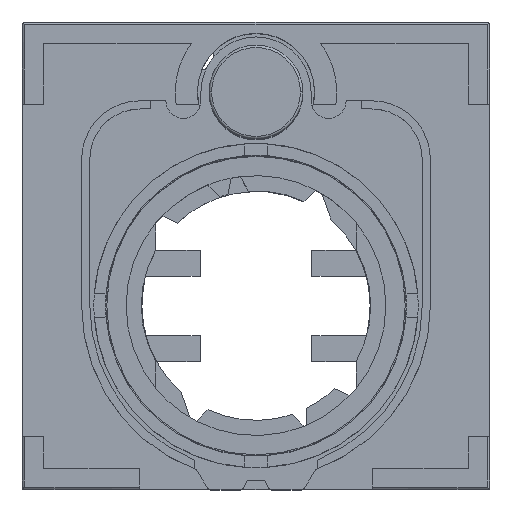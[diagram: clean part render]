
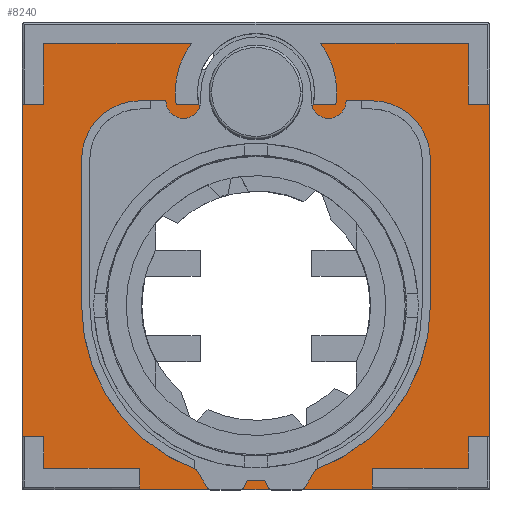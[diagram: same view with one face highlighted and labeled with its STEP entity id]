
A CAD part, top view. The second image highlights one B-rep face of the part: STEP entity #8240.
In plain terms, the highlighted planar face has unit normal (0, 0, 1).
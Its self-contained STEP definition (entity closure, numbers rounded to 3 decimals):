
#8240=ADVANCED_FACE('',(#21913),#21914,.T.);
#8732=VERTEX_POINT('',#22573);
#8738=VERTEX_POINT('',#22579);
#8740=EDGE_CURVE('',#8738,#8732,#22581,.T.);
#8750=VERTEX_POINT('',#22591);
#8758=VERTEX_POINT('',#22599);
#8762=EDGE_CURVE('',#8750,#8758,#22603,.T.);
#8866=VERTEX_POINT('',#22707);
#8870=VERTEX_POINT('',#22711);
#8872=EDGE_CURVE('',#8866,#8870,#22713,.T.);
#8898=VERTEX_POINT('',#22739);
#8902=VERTEX_POINT('',#22743);
#8904=EDGE_CURVE('',#8898,#8902,#22745,.T.);
#9024=VERTEX_POINT('',#22865);
#9030=EDGE_CURVE('',#8898,#9024,#22871,.T.);
#9034=VERTEX_POINT('',#22875);
#9036=EDGE_CURVE('',#9034,#8870,#22877,.T.);
#14428=EDGE_CURVE('',#9024,#9034,#28269,.T.);
#17742=VERTEX_POINT('',#31583);
#17746=VERTEX_POINT('',#31587);
#17748=EDGE_CURVE('',#17746,#17742,#31589,.T.);
#17796=VERTEX_POINT('',#31637);
#17800=VERTEX_POINT('',#31641);
#17802=EDGE_CURVE('',#17796,#17800,#31643,.T.);
#17808=VERTEX_POINT('',#31649);
#17812=EDGE_CURVE('',#17808,#17742,#31653,.T.);
#17878=VERTEX_POINT('',#31719);
#17882=VERTEX_POINT('',#31723);
#17884=EDGE_CURVE('',#17882,#17878,#31725,.T.);
#17888=EDGE_CURVE('',#8758,#8902,#31729,.T.);
#17890=EDGE_CURVE('',#8866,#8738,#31731,.T.);
#17892=VERTEX_POINT('',#31733);
#17894=EDGE_CURVE('',#17892,#8750,#31735,.T.);
#17898=VERTEX_POINT('',#31739);
#17900=EDGE_CURVE('',#8732,#17898,#31741,.T.);
#17902=VERTEX_POINT('',#31743);
#17904=EDGE_CURVE('',#17898,#17902,#31745,.T.);
#17906=VERTEX_POINT('',#31747);
#17908=EDGE_CURVE('',#17902,#17906,#31749,.T.);
#17910=EDGE_CURVE('',#17906,#17800,#31751,.T.);
#17912=VERTEX_POINT('',#31753);
#17914=EDGE_CURVE('',#17796,#17912,#31755,.T.);
#17916=VERTEX_POINT('',#31757);
#17918=EDGE_CURVE('',#17912,#17916,#31759,.T.);
#17920=EDGE_CURVE('',#17916,#17746,#31761,.T.);
#17922=VERTEX_POINT('',#31763);
#17924=EDGE_CURVE('',#17808,#17922,#31765,.T.);
#17926=VERTEX_POINT('',#31767);
#17928=EDGE_CURVE('',#17922,#17926,#31769,.T.);
#17930=EDGE_CURVE('',#17926,#17882,#31771,.T.);
#17932=VERTEX_POINT('',#31773);
#17934=EDGE_CURVE('',#17932,#17878,#31775,.T.);
#17936=VERTEX_POINT('',#31777);
#17938=EDGE_CURVE('',#17932,#17936,#31779,.T.);
#17940=VERTEX_POINT('',#31781);
#17942=EDGE_CURVE('',#17936,#17940,#31783,.T.);
#17944=EDGE_CURVE('',#17940,#17892,#31785,.T.);
#21913=FACE_OUTER_BOUND('',#35744,.T.);
#21914=PLANE('',#35745);
#22573=CARTESIAN_POINT('',(13.05,34.0,25.8));
#22579=CARTESIAN_POINT('',(13.13,32.95,25.8));
#22581=CIRCLE('',#36481,6.9);
#22591=CARTESIAN_POINT('',(26.85,34.0,25.8));
#22599=CARTESIAN_POINT('',(26.77,32.95,25.8));
#22603=CIRCLE('',#36512,6.9);
#22707=CARTESIAN_POINT('',(15.061,32.95,25.8));
#22711=CARTESIAN_POINT('',(17.887,29.445,25.8));
#22713=CIRCLE('',#36662,5.0);
#22739=CARTESIAN_POINT('',(22.013,29.445,25.8));
#22743=CARTESIAN_POINT('',(24.839,32.95,25.8));
#22745=CIRCLE('',#36706,5.0);
#22865=CARTESIAN_POINT('',(33.8,15.75,25.8));
#22871=CIRCLE('',#36880,13.85);
#22875=CARTESIAN_POINT('',(6.1,15.75,25.8));
#22877=CIRCLE('',#36888,13.85);
#28269=CIRCLE('',#45484,13.85);
#31583=CARTESIAN_POINT('',(10.0,0.05,25.8));
#31587=CARTESIAN_POINT('',(10.0,1.85,25.8));
#31589=LINE('',#50670,#50671);
#31637=CARTESIAN_POINT('',(0.0,4.55,25.8));
#31641=CARTESIAN_POINT('',(0.0,32.95,25.8));
#31643=LINE('',#50752,#50753);
#31649=CARTESIAN_POINT('',(29.9,0.05,25.8));
#31653=LINE('',#50769,#50770);
#31719=CARTESIAN_POINT('',(39.9,4.55,25.8));
#31723=CARTESIAN_POINT('',(38.1,4.55,25.8));
#31725=LINE('',#50879,#50880);
#31729=LINE('',#50887,#50888);
#31731=LINE('',#50891,#50892);
#31733=CARTESIAN_POINT('',(25.462,38.15,25.8));
#31735=CIRCLE('',#50897,6.9);
#31739=CARTESIAN_POINT('',(14.438,38.15,25.8));
#31741=CIRCLE('',#50906,6.9);
#31743=CARTESIAN_POINT('',(1.8,38.15,25.8));
#31745=LINE('',#50911,#50912);
#31747=CARTESIAN_POINT('',(1.8,32.95,25.8));
#31749=LINE('',#50917,#50918);
#31751=LINE('',#50921,#50922);
#31753=CARTESIAN_POINT('',(1.8,4.55,25.8));
#31755=LINE('',#50927,#50928);
#31757=CARTESIAN_POINT('',(1.8,1.85,25.8));
#31759=LINE('',#50933,#50934);
#31761=LINE('',#50937,#50938);
#31763=CARTESIAN_POINT('',(29.9,1.85,25.8));
#31765=LINE('',#50943,#50944);
#31767=CARTESIAN_POINT('',(38.1,1.85,25.8));
#31769=LINE('',#50949,#50950);
#31771=LINE('',#50953,#50954);
#31773=CARTESIAN_POINT('',(39.9,32.95,25.8));
#31775=LINE('',#50959,#50960);
#31777=CARTESIAN_POINT('',(38.1,32.95,25.8));
#31779=LINE('',#50965,#50966);
#31781=CARTESIAN_POINT('',(38.1,38.15,25.8));
#31783=LINE('',#50971,#50972);
#31785=LINE('',#50975,#50976);
#35744=EDGE_LOOP('',(#61853,#61854,#61855,#61856,#61857,#61858,#61859,#61860,#61861,#61862,#61863,#61864,#61865,#61866,#61867,#61868,#61869,#61870,#61871,#61872,#61873,#61874,#61875,#61876,#61877,#61878,#61879,#61880));
#35745=AXIS2_PLACEMENT_3D('',#61881,#61882,#61883);
#36481=AXIS2_PLACEMENT_3D('',#63456,#63457,#63458);
#36512=AXIS2_PLACEMENT_3D('',#63468,#63469,#63470);
#36662=AXIS2_PLACEMENT_3D('',#63523,#63524,#63525);
#36706=AXIS2_PLACEMENT_3D('',#63539,#63540,#63541);
#36880=AXIS2_PLACEMENT_3D('',#63603,#63604,#63605);
#36888=AXIS2_PLACEMENT_3D('',#63609,#63610,#63611);
#45484=AXIS2_PLACEMENT_3D('',#65246,#65247,#65248);
#50670=CARTESIAN_POINT('',(10.0,0.05,25.8));
#50671=VECTOR('',#66579,1.0);
#50752=CARTESIAN_POINT('',(0.0,19.637,25.8));
#50753=VECTOR('',#66598,1.0);
#50769=CARTESIAN_POINT('',(19.95,0.05,25.8));
#50770=VECTOR('',#66604,1.0);
#50879=CARTESIAN_POINT('',(39.9,4.55,25.8));
#50880=VECTOR('',#66623,1.0);
#50887=CARTESIAN_POINT('',(19.95,32.95,25.8));
#50888=VECTOR('',#66625,1.0);
#50891=CARTESIAN_POINT('',(19.95,32.95,25.8));
#50892=VECTOR('',#66626,1.0);
#50897=AXIS2_PLACEMENT_3D('',#66627,#66628,#66629);
#50906=AXIS2_PLACEMENT_3D('',#66631,#66632,#66633);
#50911=CARTESIAN_POINT('',(1.8,38.15,25.8));
#50912=VECTOR('',#66634,1.0);
#50917=CARTESIAN_POINT('',(1.8,32.95,25.8));
#50918=VECTOR('',#66635,1.0);
#50921=CARTESIAN_POINT('',(0.0,32.95,25.8));
#50922=VECTOR('',#66636,1.0);
#50927=CARTESIAN_POINT('',(1.8,4.55,25.8));
#50928=VECTOR('',#66637,1.0);
#50933=CARTESIAN_POINT('',(1.8,1.85,25.8));
#50934=VECTOR('',#66638,1.0);
#50937=CARTESIAN_POINT('',(10.0,1.85,25.8));
#50938=VECTOR('',#66639,1.0);
#50943=CARTESIAN_POINT('',(29.9,1.85,25.8));
#50944=VECTOR('',#66640,1.0);
#50949=CARTESIAN_POINT('',(38.1,1.85,25.8));
#50950=VECTOR('',#66641,1.0);
#50953=CARTESIAN_POINT('',(38.1,4.55,25.8));
#50954=VECTOR('',#66642,1.0);
#50959=CARTESIAN_POINT('',(39.9,19.637,25.8));
#50960=VECTOR('',#66643,1.0);
#50965=CARTESIAN_POINT('',(38.1,32.95,25.8));
#50966=VECTOR('',#66644,1.0);
#50971=CARTESIAN_POINT('',(38.1,38.15,25.8));
#50972=VECTOR('',#66645,1.0);
#50975=CARTESIAN_POINT('',(1.8,38.15,25.8));
#50976=VECTOR('',#66646,1.0);
#61853=ORIENTED_EDGE('',*,*,#9030,.T.);
#61854=ORIENTED_EDGE('',*,*,#14428,.T.);
#61855=ORIENTED_EDGE('',*,*,#9036,.T.);
#61856=ORIENTED_EDGE('',*,*,#8872,.F.);
#61857=ORIENTED_EDGE('',*,*,#17890,.T.);
#61858=ORIENTED_EDGE('',*,*,#8740,.T.);
#61859=ORIENTED_EDGE('',*,*,#17900,.T.);
#61860=ORIENTED_EDGE('',*,*,#17904,.T.);
#61861=ORIENTED_EDGE('',*,*,#17908,.T.);
#61862=ORIENTED_EDGE('',*,*,#17910,.T.);
#61863=ORIENTED_EDGE('',*,*,#17802,.F.);
#61864=ORIENTED_EDGE('',*,*,#17914,.T.);
#61865=ORIENTED_EDGE('',*,*,#17918,.T.);
#61866=ORIENTED_EDGE('',*,*,#17920,.T.);
#61867=ORIENTED_EDGE('',*,*,#17748,.T.);
#61868=ORIENTED_EDGE('',*,*,#17812,.F.);
#61869=ORIENTED_EDGE('',*,*,#17924,.T.);
#61870=ORIENTED_EDGE('',*,*,#17928,.T.);
#61871=ORIENTED_EDGE('',*,*,#17930,.T.);
#61872=ORIENTED_EDGE('',*,*,#17884,.T.);
#61873=ORIENTED_EDGE('',*,*,#17934,.F.);
#61874=ORIENTED_EDGE('',*,*,#17938,.T.);
#61875=ORIENTED_EDGE('',*,*,#17942,.T.);
#61876=ORIENTED_EDGE('',*,*,#17944,.T.);
#61877=ORIENTED_EDGE('',*,*,#17894,.T.);
#61878=ORIENTED_EDGE('',*,*,#8762,.T.);
#61879=ORIENTED_EDGE('',*,*,#17888,.T.);
#61880=ORIENTED_EDGE('',*,*,#8904,.F.);
#61881=CARTESIAN_POINT('',(19.95,19.273,25.8));
#61882=DIRECTION('',(0.0,0.0,1.0));
#61883=DIRECTION('',(0.0,-1.0,0.0));
#63456=CARTESIAN_POINT('',(19.95,34.0,25.8));
#63457=DIRECTION('',(0.0,0.0,-1.0));
#63458=DIRECTION('',(1.0,0.0,0.0));
#63468=CARTESIAN_POINT('',(19.95,34.0,25.8));
#63469=DIRECTION('',(0.0,0.0,-1.0));
#63470=DIRECTION('',(1.0,0.0,0.0));
#63523=CARTESIAN_POINT('',(19.95,34.0,25.8));
#63524=DIRECTION('',(0.0,0.0,1.0));
#63525=DIRECTION('',(1.0,0.0,0.0));
#63539=CARTESIAN_POINT('',(19.95,34.0,25.8));
#63540=DIRECTION('',(0.0,0.0,1.0));
#63541=DIRECTION('',(1.0,0.0,0.0));
#63603=CARTESIAN_POINT('',(19.95,15.75,25.8));
#63604=DIRECTION('',(0.0,0.0,-1.0));
#63605=DIRECTION('',(1.0,0.0,0.0));
#63609=CARTESIAN_POINT('',(19.95,15.75,25.8));
#63610=DIRECTION('',(0.0,0.0,-1.0));
#63611=DIRECTION('',(1.0,0.0,0.0));
#65246=CARTESIAN_POINT('',(19.95,15.75,25.8));
#65247=DIRECTION('',(0.0,0.0,-1.0));
#65248=DIRECTION('',(1.0,0.0,0.0));
#66579=DIRECTION('',(0.0,-1.0,-0.0));
#66598=DIRECTION('',(0.0,1.0,0.0));
#66604=DIRECTION('',(-1.0,0.0,0.0));
#66623=DIRECTION('',(1.0,0.0,0.0));
#66625=DIRECTION('',(-1.0,0.0,0.0));
#66626=DIRECTION('',(-1.0,0.0,0.0));
#66627=CARTESIAN_POINT('',(19.95,34.0,25.8));
#66628=DIRECTION('',(0.0,0.0,-1.0));
#66629=DIRECTION('',(1.0,0.0,0.0));
#66631=CARTESIAN_POINT('',(19.95,34.0,25.8));
#66632=DIRECTION('',(0.0,0.0,-1.0));
#66633=DIRECTION('',(1.0,0.0,0.0));
#66634=DIRECTION('',(-1.0,0.0,-0.0));
#66635=DIRECTION('',(0.0,-1.0,-0.0));
#66636=DIRECTION('',(-1.0,0.0,-0.0));
#66637=DIRECTION('',(1.0,0.0,0.0));
#66638=DIRECTION('',(0.0,-1.0,-0.0));
#66639=DIRECTION('',(1.0,0.0,0.0));
#66640=DIRECTION('',(0.0,1.0,0.0));
#66641=DIRECTION('',(1.0,0.0,0.0));
#66642=DIRECTION('',(0.0,1.0,0.0));
#66643=DIRECTION('',(0.0,-1.0,0.0));
#66644=DIRECTION('',(-1.0,0.0,-0.0));
#66645=DIRECTION('',(0.0,1.0,0.0));
#66646=DIRECTION('',(-1.0,0.0,-0.0));
